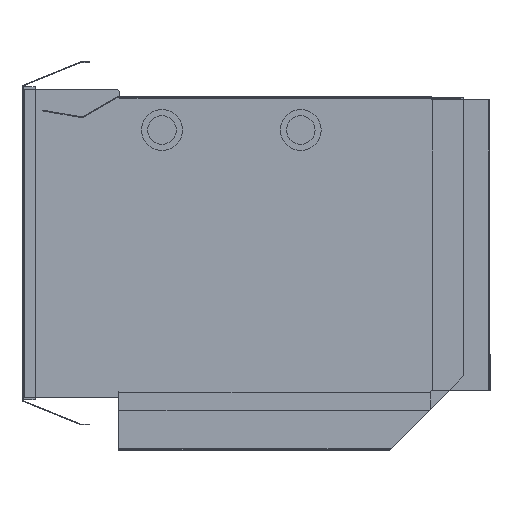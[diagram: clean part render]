
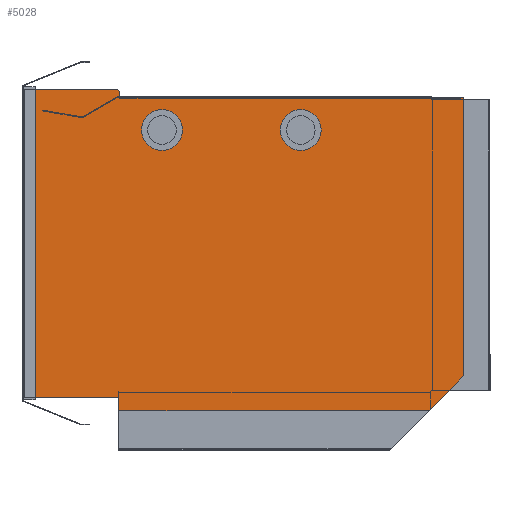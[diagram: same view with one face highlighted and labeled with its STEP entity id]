
A CAD part, left-side view. The second image highlights one B-rep face of the part: STEP entity #5028.
In plain terms, the highlighted planar face has unit normal (-1, 0, 0).
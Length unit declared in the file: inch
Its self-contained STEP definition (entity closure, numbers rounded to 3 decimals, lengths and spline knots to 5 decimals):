
#43 = VECTOR ( 'NONE', #1282, 39.37008 ) ;
#97 = DIRECTION ( 'NONE',  ( 0., 0., 1. ) ) ;
#163 = LINE ( 'NONE', #9651, #7930 ) ;
#221 = VERTEX_POINT ( 'NONE', #5362 ) ;
#336 = EDGE_CURVE ( 'NONE', #9077, #4765, #8702, .T. ) ;
#359 = CARTESIAN_POINT ( 'NONE',  ( -11.5575, 19.065, 18.30625 ) ) ;
#545 = VERTEX_POINT ( 'NONE', #8955 ) ;
#684 = DIRECTION ( 'NONE',  ( 0., 0., 1. ) ) ;
#885 = ORIENTED_EDGE ( 'NONE', *, *, #11344, .F. ) ;
#975 = DIRECTION ( 'NONE',  ( 1., 0., 0. ) ) ;
#1189 = LINE ( 'NONE', #4529, #5583 ) ;
#1195 = CIRCLE ( 'NONE', #4480, 0.25 ) ;
#1282 = DIRECTION ( 'NONE',  ( 0., -1., 0. ) ) ;
#1294 = VERTEX_POINT ( 'NONE', #8866 ) ;
#1318 = AXIS2_PLACEMENT_3D ( 'NONE', #5521, #975, #97 ) ;
#1411 = DIRECTION ( 'NONE',  ( 0., 0., -1. ) ) ;
#1446 = ORIENTED_EDGE ( 'NONE', *, *, #9200, .T. ) ;
#1884 = EDGE_CURVE ( 'NONE', #3610, #5432, #7792, .T. ) ;
#1900 = EDGE_CURVE ( 'NONE', #11895, #545, #1928, .T. ) ;
#1928 = LINE ( 'NONE', #3846, #9988 ) ;
#2050 = ORIENTED_EDGE ( 'NONE', *, *, #3576, .F. ) ;
#2085 = CARTESIAN_POINT ( 'NONE',  ( -11.5575, 24.94, -0.3125 ) ) ;
#2095 = CARTESIAN_POINT ( 'NONE',  ( -11.5575, 19.315, 18.55625 ) ) ;
#2136 = ORIENTED_EDGE ( 'NONE', *, *, #7094, .T. ) ;
#2195 = CARTESIAN_POINT ( 'NONE',  ( -11.5575, 19.1275, -0.3125 ) ) ;
#2211 = CIRCLE ( 'NONE', #8874, 1.25 ) ;
#2328 = FACE_BOUND ( 'NONE', #7911, .T. ) ;
#2630 = ORIENTED_EDGE ( 'NONE', *, *, #9523, .F. ) ;
#2645 = FACE_BOUND ( 'NONE', #10832, .T. ) ;
#3179 = VECTOR ( 'NONE', #10493, 39.37008 ) ;
#3223 = FACE_OUTER_BOUND ( 'NONE', #10265, .T. ) ;
#3278 = VECTOR ( 'NONE', #7050, 39.37008 ) ;
#3315 = CARTESIAN_POINT ( 'NONE',  ( -11.5575, -2.01, -1.125 ) ) ;
#3478 = DIRECTION ( 'NONE',  ( 1., 0., 0. ) ) ;
#3576 = EDGE_CURVE ( 'NONE', #10330, #3610, #163, .T. ) ;
#3607 = CARTESIAN_POINT ( 'NONE',  ( -11.5575, 16.49, 16.05625 ) ) ;
#3610 = VERTEX_POINT ( 'NONE', #10658 ) ;
#3846 = CARTESIAN_POINT ( 'NONE',  ( -11.5575, -2.01, 18.05625 ) ) ;
#3858 = LINE ( 'NONE', #6242, #3278 ) ;
#4480 = AXIS2_PLACEMENT_3D ( 'NONE', #5231, #7959, #9848 ) ;
#4493 = LINE ( 'NONE', #2195, #3179 ) ;
#4515 = ORIENTED_EDGE ( 'NONE', *, *, #1884, .F. ) ;
#4529 = CARTESIAN_POINT ( 'NONE',  ( -11.5575, 19.065, 18.55625 ) ) ;
#4609 = DIRECTION ( 'NONE',  ( 0., 0., 1. ) ) ;
#4765 = VERTEX_POINT ( 'NONE', #6630 ) ;
#4830 = AXIS2_PLACEMENT_3D ( 'NONE', #11343, #8514, #11262 ) ;
#4906 = DIRECTION ( 'NONE',  ( 0., 1., 0. ) ) ;
#4924 = ORIENTED_EDGE ( 'NONE', *, *, #9613, .F. ) ;
#5021 = VERTEX_POINT ( 'NONE', #9042 ) ;
#5028 = ADVANCED_FACE ( 'NONE', ( #3223, #2645, #2328 ), #9800, .T. ) ;
#5231 = CARTESIAN_POINT ( 'NONE',  ( -11.5575, 19.315, 18.30625 ) ) ;
#5362 = CARTESIAN_POINT ( 'NONE',  ( -11.5575, 24.94, 18.55625 ) ) ;
#5366 = CARTESIAN_POINT ( 'NONE',  ( -11.5575, 7.99, 16.05625 ) ) ;
#5396 = CARTESIAN_POINT ( 'NONE',  ( -11.5575, 16.49, 17.30625 ) ) ;
#5432 = VERTEX_POINT ( 'NONE', #6030 ) ;
#5521 = CARTESIAN_POINT ( 'NONE',  ( -11.5575, 7.99, 16.05625 ) ) ;
#5552 = EDGE_CURVE ( 'NONE', #1294, #5432, #9780, .T. ) ;
#5583 = VECTOR ( 'NONE', #4609, 39.37008 ) ;
#6030 = CARTESIAN_POINT ( 'NONE',  ( -11.5575, 19.1275, -1.125 ) ) ;
#6042 = DIRECTION ( 'NONE',  ( 0., 0., 1. ) ) ;
#6132 = VERTEX_POINT ( 'NONE', #359 ) ;
#6242 = CARTESIAN_POINT ( 'NONE',  ( -11.5575, 24.94, 17.99625 ) ) ;
#6630 = CARTESIAN_POINT ( 'NONE',  ( -11.5575, 7.99, 17.30625 ) ) ;
#6752 = DIRECTION ( 'NONE',  ( 0., -1., 0. ) ) ;
#6914 = ORIENTED_EDGE ( 'NONE', *, *, #7560, .T. ) ;
#7010 = CARTESIAN_POINT ( 'NONE',  ( -11.5575, 19.1275, -1.125 ) ) ;
#7050 = DIRECTION ( 'NONE',  ( 0., 0., 1. ) ) ;
#7094 = EDGE_CURVE ( 'NONE', #5021, #7837, #9768, .T. ) ;
#7348 = CARTESIAN_POINT ( 'NONE',  ( -11.5575, 7.99, 14.80625 ) ) ;
#7560 = EDGE_CURVE ( 'NONE', #9873, #1294, #4493, .T. ) ;
#7792 = LINE ( 'NONE', #10417, #11900 ) ;
#7837 = VERTEX_POINT ( 'NONE', #5396 ) ;
#7911 = EDGE_LOOP ( 'NONE', ( #8073, #2136 ) ) ;
#7913 = DIRECTION ( 'NONE',  ( -1., 0., 0. ) ) ;
#7930 = VECTOR ( 'NONE', #9610, 39.37008 ) ;
#7959 = DIRECTION ( 'NONE',  ( 1., 0., 0. ) ) ;
#8073 = ORIENTED_EDGE ( 'NONE', *, *, #11428, .T. ) ;
#8256 = LINE ( 'NONE', #11275, #9443 ) ;
#8514 = DIRECTION ( 'NONE',  ( 1., 0., 0. ) ) ;
#8702 = CIRCLE ( 'NONE', #1318, 1.25 ) ;
#8866 = CARTESIAN_POINT ( 'NONE',  ( -11.5575, 19.1275, -0.3125 ) ) ;
#8874 = AXIS2_PLACEMENT_3D ( 'NONE', #3607, #3478, #684 ) ;
#8955 = CARTESIAN_POINT ( 'NONE',  ( -11.5575, -2.01, 18.05625 ) ) ;
#9042 = CARTESIAN_POINT ( 'NONE',  ( -11.5575, 16.49, 14.80625 ) ) ;
#9068 = VECTOR ( 'NONE', #1411, 39.37008 ) ;
#9077 = VERTEX_POINT ( 'NONE', #7348 ) ;
#9178 = DIRECTION ( 'NONE',  ( 0., 0., 1. ) ) ;
#9197 = CARTESIAN_POINT ( 'NONE',  ( -11.5575, 19.065, 18.05625 ) ) ;
#9200 = EDGE_CURVE ( 'NONE', #10330, #545, #8256, .T. ) ;
#9335 = VERTEX_POINT ( 'NONE', #2095 ) ;
#9443 = VECTOR ( 'NONE', #11110, 39.37008 ) ;
#9446 = AXIS2_PLACEMENT_3D ( 'NONE', #3315, #7913, #6042 ) ;
#9520 = ORIENTED_EDGE ( 'NONE', *, *, #336, .T. ) ;
#9523 = EDGE_CURVE ( 'NONE', #221, #9335, #11467, .T. ) ;
#9610 = DIRECTION ( 'NONE',  ( 0., 0.707, -0.707 ) ) ;
#9613 = EDGE_CURVE ( 'NONE', #9873, #221, #3858, .T. ) ;
#9626 = CARTESIAN_POINT ( 'NONE',  ( -11.5575, 19.065, 18.55625 ) ) ;
#9651 = CARTESIAN_POINT ( 'NONE',  ( -11.5575, 0.11, -1.125 ) ) ;
#9768 = CIRCLE ( 'NONE', #4830, 1.25 ) ;
#9780 = LINE ( 'NONE', #7010, #9068 ) ;
#9800 = PLANE ( 'NONE',  #9446 ) ;
#9848 = DIRECTION ( 'NONE',  ( 0., 0., -1. ) ) ;
#9873 = VERTEX_POINT ( 'NONE', #2085 ) ;
#9889 = ORIENTED_EDGE ( 'NONE', *, *, #10044, .T. ) ;
#9988 = VECTOR ( 'NONE', #6752, 39.37008 ) ;
#10019 = DIRECTION ( 'NONE',  ( 1., 0., 0. ) ) ;
#10044 = EDGE_CURVE ( 'NONE', #4765, #9077, #11592, .T. ) ;
#10205 = ORIENTED_EDGE ( 'NONE', *, *, #5552, .T. ) ;
#10265 = EDGE_LOOP ( 'NONE', ( #6914, #10205, #4515, #2050, #1446, #11464, #11090, #885, #2630, #4924 ) ) ;
#10330 = VERTEX_POINT ( 'NONE', #10613 ) ;
#10417 = CARTESIAN_POINT ( 'NONE',  ( -11.5575, -2.01, -1.125 ) ) ;
#10493 = DIRECTION ( 'NONE',  ( 0., -1., 0. ) ) ;
#10606 = EDGE_CURVE ( 'NONE', #11895, #6132, #1189, .T. ) ;
#10613 = CARTESIAN_POINT ( 'NONE',  ( -11.5575, -2.01, 0.995 ) ) ;
#10658 = CARTESIAN_POINT ( 'NONE',  ( -11.5575, 0.11, -1.125 ) ) ;
#10832 = EDGE_LOOP ( 'NONE', ( #9889, #9520 ) ) ;
#11090 = ORIENTED_EDGE ( 'NONE', *, *, #10606, .T. ) ;
#11110 = DIRECTION ( 'NONE',  ( 0., 0., 1. ) ) ;
#11262 = DIRECTION ( 'NONE',  ( 0., 0., 1. ) ) ;
#11275 = CARTESIAN_POINT ( 'NONE',  ( -11.5575, -2.01, 17.99625 ) ) ;
#11343 = CARTESIAN_POINT ( 'NONE',  ( -11.5575, 16.49, 16.05625 ) ) ;
#11344 = EDGE_CURVE ( 'NONE', #9335, #6132, #1195, .T. ) ;
#11428 = EDGE_CURVE ( 'NONE', #7837, #5021, #2211, .T. ) ;
#11464 = ORIENTED_EDGE ( 'NONE', *, *, #1900, .F. ) ;
#11467 = LINE ( 'NONE', #9626, #43 ) ;
#11520 = AXIS2_PLACEMENT_3D ( 'NONE', #5366, #10019, #9178 ) ;
#11592 = CIRCLE ( 'NONE', #11520, 1.25 ) ;
#11895 = VERTEX_POINT ( 'NONE', #9197 ) ;
#11900 = VECTOR ( 'NONE', #4906, 39.37008 ) ;
